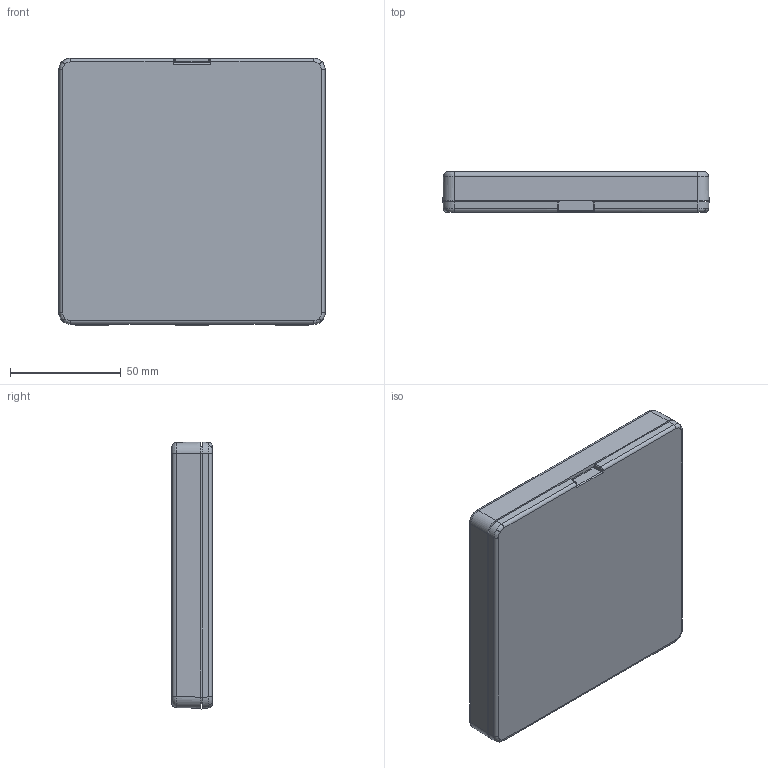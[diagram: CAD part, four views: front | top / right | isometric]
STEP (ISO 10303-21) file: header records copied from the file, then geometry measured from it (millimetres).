
FILE_DESCRIPTION (( 'STEP AP214' ), '1' );
FILE_NAME ('B101 Êîðîáêà ïëàñòèêîâàÿ, ?120x120x18 ìì.STEP', '2020-04-06T13:21:40', ( '' ), ( '' ), 'SwSTEP 2.0', 'SolidWorks 2020', '' );
FILE_SCHEMA (( 'AUTOMOTIVE_DESIGN' ));
Length unit declared in the file: millimetre
Products named in the file (3): B101 Êîðîáêà ïëàñòèêîâàÿ, ?120x120x18 ìì; B101 Êðûøêà; B101 Åìêîñòü
Assembly tree (2 placements, depth 2):
  B101 Êîðîáêà ïëàñòèêîâàÿ, ?120x120x18 ìì
    B101 Åìêîñòü
    B101 Êðûøêà
Bounding box: 120 x 18.1 x 120.78 mm (x, y, z)
Volume: 79231.2 mm3; surface area: 81580.5 mm2
Topology: 2 solids, 2 shells, 145 faces, 359 edges, 220 vertices
Faces by surface type: plane 69, bspline 38, cylinder 38
Entity records: 4837 total; most frequent: CARTESIAN_POINT 1705, ORIENTED_EDGE 718, DIRECTION 533, EDGE_CURVE 359, LINE 221, VECTOR 221, VERTEX_POINT 220, AXIS2_PLACEMENT_3D 156
